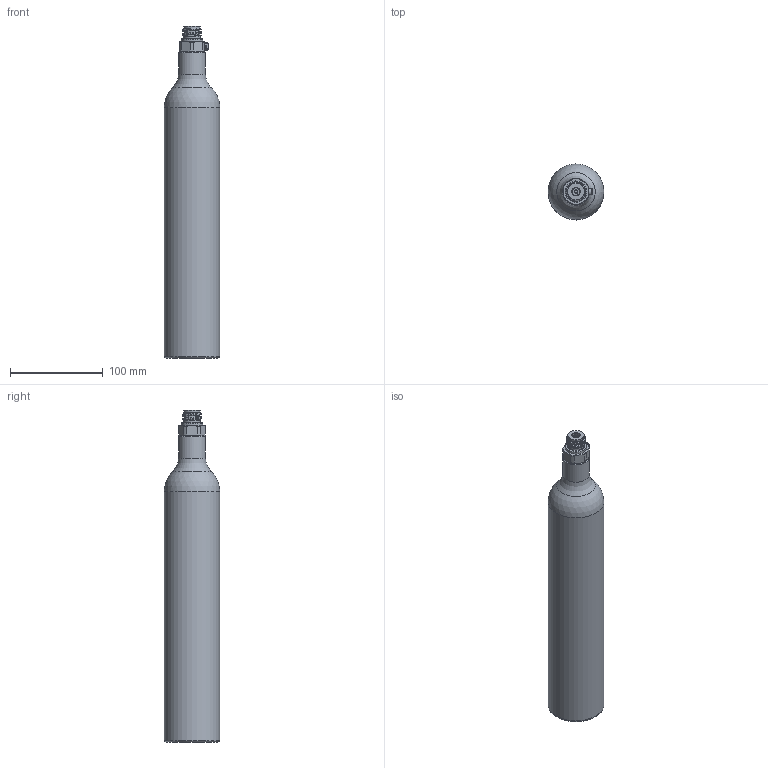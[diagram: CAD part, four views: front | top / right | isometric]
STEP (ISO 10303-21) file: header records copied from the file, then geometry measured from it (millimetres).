
FILE_DESCRIPTION(/* description */ ('Unknown'),/* implementation_level */ '2;1');
FILE_NAME(/* name */ '40422000',/* time_stamp */ '2022-09-01T12:42:15+02:00',/* author */ ('Unknown'),/* organization */ ('GROHE AG'),/* preprocessor_version */ 'ST-DEVELOPER v16.7',/* originating_system */ 'DEX',/* authorisation */ $);
FILE_SCHEMA (('AUTOMOTIVE_DESIGN {1 0 10303 214 3 1 1}'));
Length unit declared in the file: millimetre
Products named in the file (3): 40422000; Bauteil49; K_rper.2.1
Assembly tree (2 placements, depth 2):
  40422000
    Bauteil49
    K_rper.2.1
Bounding box: 60 x 60 x 358 mm (x, y, z)
Volume: 842009.9 mm3; surface area: 65693.1 mm2
Topology: 1 solids, 4 shells, 110 faces, 316 edges, 209 vertices
Faces by surface type: plane 38, bspline 22, cylinder 19, torus 15, cone 15, sphere 1
Full cylindrical faces by diameter (mm): 1.5 x2, 3.8 x1, 4 x1, 8.2 x1, 18 x2, 23 x1, 29 x1, 60 x1
Entity records: 4362 total; most frequent: CARTESIAN_POINT 1777, ORIENTED_EDGE 527, DIRECTION 444, EDGE_CURVE 283, VERTEX_POINT 197, AXIS2_PLACEMENT_3D 178, EDGE_LOOP 140, FACE_BOUND 140
